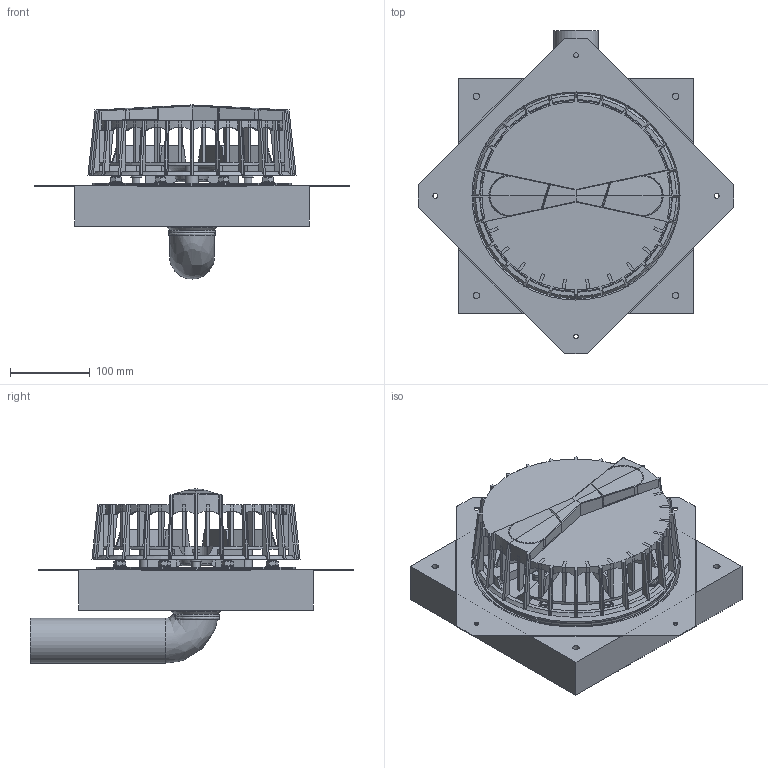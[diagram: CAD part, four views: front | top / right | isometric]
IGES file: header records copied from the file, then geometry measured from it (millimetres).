
Global section: file name: 359117; native system: Autodesk Inventor 2014; preprocessor: unknown; author: seihe2; date: 20160602.090348; units: millimetre
Bounding box: 395.98 x 405.99 x 218.88 mm (x, y, z)
Volume: 3782281.8 mm3; surface area: 1084388.3 mm2
Topology: 25 solids, 25 shells, 1968 faces, 4937 edges, 3132 vertices
Faces by surface type: plane 1222, revolution 460, cylinder 199, cone 76, bspline 11
Full cylindrical faces by diameter (mm): 4.7 x4, 6 x12, 7 x2, 7.5 x4, 8 x8, 9 x8, 10 x4, 14 x2, 16 x8, 56.25 x2, 60.612 x1, 63.1 x1, 68.9 x1, 72 x1, 110 x1, 171.8 x2, 247 x1, 250 x1
